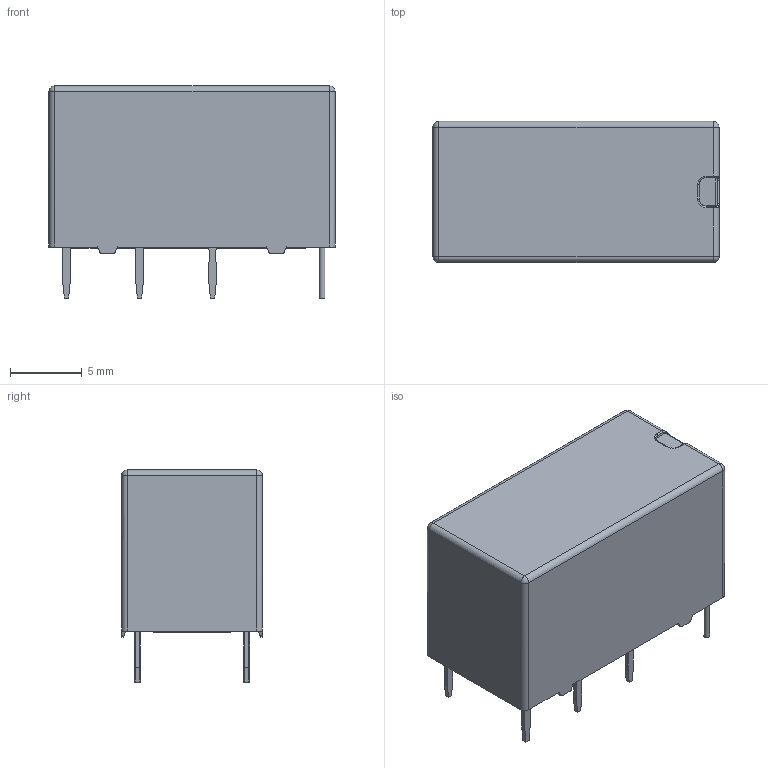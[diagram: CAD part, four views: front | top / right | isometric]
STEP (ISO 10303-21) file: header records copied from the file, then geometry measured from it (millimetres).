
FILE_DESCRIPTION(('STEP AP203'), '1');
FILE_NAME('HFD27', '2022-06-14T04:32:17', (' '), (' '), 'ASCON STEP Converter 1.6', 'ASCON Math Kernel', '');
FILE_SCHEMA(('CONFIG_CONTROL_DESIGN'));
Length unit declared in the file: millimetre
Products named in the file (1): HFD27 003-M_stp
Bounding box: 19.9 x 9.8 x 14.75 mm (x, y, z)
Volume: 2183.1 mm3; surface area: 1155.9 mm2
Topology: 1 solids, 1 shells, 169 faces, 435 edges, 278 vertices
Faces by surface type: plane 113, cylinder 39, torus 8, sphere 4, cone 3, bspline 2
Full cylindrical faces by diameter (mm): 0.4 x2, 2 x1
Entity records: 6419 total; most frequent: CARTESIAN_POINT 975, ORIENTED_EDGE 842, DIRECTION 819, EDGE_CURVE 421, LINE 295, VECTOR 295, VERTEX_POINT 278, AXIS2_PLACEMENT_3D 262
